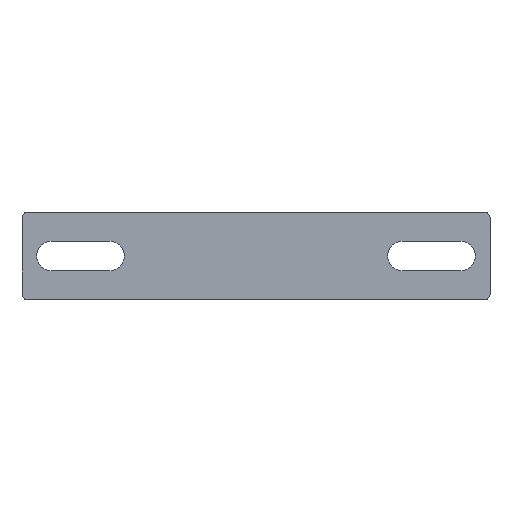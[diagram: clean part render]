
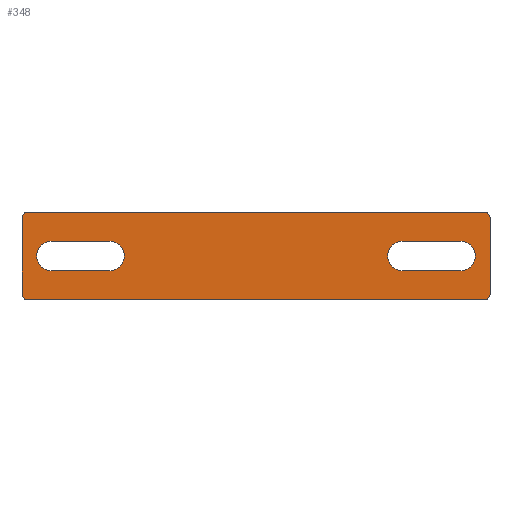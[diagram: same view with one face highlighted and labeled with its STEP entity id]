
A CAD part, top view. The second image highlights one B-rep face of the part: STEP entity #348.
In plain terms, the highlighted planar face has unit normal (0, 0, 1).
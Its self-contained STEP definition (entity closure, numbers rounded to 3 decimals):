
#16=FACE_BOUND($,#65,.T.);
#17=FACE_BOUND($,#66,.T.);
#27=PLANE($,#385);
#44=FACE_OUTER_BOUND($,#64,.T.);
#64=EDGE_LOOP($,(#307,#308,#309,#310,#311,#312,#313,#314));
#65=EDGE_LOOP($,(#315,#316,#317,#318));
#66=EDGE_LOOP($,(#319,#320,#321,#322));
#71=LINE($,#503,#103);
#81=LINE($,#540,#113);
#86=LINE($,#554,#118);
#89=LINE($,#562,#121);
#92=LINE($,#570,#124);
#95=LINE($,#578,#127);
#97=LINE($,#583,#129);
#98=LINE($,#585,#130);
#103=VECTOR($,#400,78.);
#113=VECTOR($,#432,78.);
#118=VECTOR($,#447,10.);
#121=VECTOR($,#456,10.);
#124=VECTOR($,#465,10.);
#127=VECTOR($,#474,10.);
#129=VECTOR($,#482,13.);
#130=VECTOR($,#485,13.);
#131=CIRCLE($,#353,1.);
#140=CIRCLE($,#365,1.);
#141=CIRCLE($,#368,1.);
#142=CIRCLE($,#370,1.);
#143=CIRCLE($,#373,2.5);
#144=CIRCLE($,#376,2.5);
#145=CIRCLE($,#379,2.5);
#146=CIRCLE($,#382,2.5);
#147=VERTEX_POINT($,#490);
#148=VERTEX_POINT($,#491);
#152=VERTEX_POINT($,#501);
#166=VERTEX_POINT($,#533);
#167=VERTEX_POINT($,#534);
#168=VERTEX_POINT($,#539);
#169=VERTEX_POINT($,#543);
#170=VERTEX_POINT($,#547);
#171=VERTEX_POINT($,#551);
#172=VERTEX_POINT($,#553);
#173=VERTEX_POINT($,#557);
#174=VERTEX_POINT($,#561);
#175=VERTEX_POINT($,#567);
#176=VERTEX_POINT($,#569);
#177=VERTEX_POINT($,#573);
#178=VERTEX_POINT($,#577);
#179=EDGE_CURVE($,#147,#148,#131,.T.);
#185=EDGE_CURVE($,#152,#147,#71,.T.);
#200=EDGE_CURVE($,#166,#167,#140,.T.);
#203=EDGE_CURVE($,#167,#168,#81,.T.);
#205=EDGE_CURVE($,#168,#169,#141,.T.);
#207=EDGE_CURVE($,#170,#152,#142,.T.);
#210=EDGE_CURVE($,#172,#171,#86,.T.);
#212=EDGE_CURVE($,#173,#172,#143,.T.);
#214=EDGE_CURVE($,#174,#173,#89,.T.);
#216=EDGE_CURVE($,#171,#174,#144,.T.);
#218=EDGE_CURVE($,#176,#175,#92,.T.);
#220=EDGE_CURVE($,#177,#176,#145,.T.);
#222=EDGE_CURVE($,#178,#177,#95,.T.);
#224=EDGE_CURVE($,#175,#178,#146,.T.);
#225=EDGE_CURVE($,#148,#166,#97,.T.);
#226=EDGE_CURVE($,#169,#170,#98,.T.);
#307=ORIENTED_EDGE($,*,*,#179,.F.);
#308=ORIENTED_EDGE($,*,*,#185,.F.);
#309=ORIENTED_EDGE($,*,*,#207,.F.);
#310=ORIENTED_EDGE($,*,*,#226,.F.);
#311=ORIENTED_EDGE($,*,*,#205,.F.);
#312=ORIENTED_EDGE($,*,*,#203,.F.);
#313=ORIENTED_EDGE($,*,*,#200,.F.);
#314=ORIENTED_EDGE($,*,*,#225,.F.);
#315=ORIENTED_EDGE($,*,*,#214,.T.);
#316=ORIENTED_EDGE($,*,*,#212,.T.);
#317=ORIENTED_EDGE($,*,*,#210,.T.);
#318=ORIENTED_EDGE($,*,*,#216,.T.);
#319=ORIENTED_EDGE($,*,*,#222,.T.);
#320=ORIENTED_EDGE($,*,*,#220,.T.);
#321=ORIENTED_EDGE($,*,*,#218,.T.);
#322=ORIENTED_EDGE($,*,*,#224,.T.);
#348=ADVANCED_FACE($,(#44,#16,#17),#27,.T.);
#353=AXIS2_PLACEMENT_3D($,#492,#390,#391);
#365=AXIS2_PLACEMENT_3D($,#535,#426,#427);
#368=AXIS2_PLACEMENT_3D($,#544,#436,#437);
#370=AXIS2_PLACEMENT_3D($,#548,#441,#442);
#373=AXIS2_PLACEMENT_3D($,#558,#451,#452);
#376=AXIS2_PLACEMENT_3D($,#565,#460,#461);
#379=AXIS2_PLACEMENT_3D($,#574,#469,#470);
#382=AXIS2_PLACEMENT_3D($,#581,#478,#479);
#385=AXIS2_PLACEMENT_3D($,#586,#486,#487);
#390=DIRECTION('center_axis',(0.,0.,-1.));
#391=DIRECTION('ref_axis',(0.707,0.707,0.));
#400=DIRECTION($,(1.,0.,0.));
#426=DIRECTION('center_axis',(0.,0.,-1.));
#427=DIRECTION('ref_axis',(0.707,-0.707,0.));
#432=DIRECTION($,(-1.,0.,0.));
#436=DIRECTION('center_axis',(0.,0.,-1.));
#437=DIRECTION('ref_axis',(-0.707,-0.707,0.));
#441=DIRECTION('center_axis',(0.,0.,-1.));
#442=DIRECTION('ref_axis',(-0.707,0.707,0.));
#447=DIRECTION($,(1.,0.,0.));
#451=DIRECTION('center_axis',(0.,0.,-1.));
#452=DIRECTION('ref_axis',(0.,1.,0.));
#456=DIRECTION($,(-1.,0.,0.));
#460=DIRECTION('center_axis',(0.,0.,-1.));
#461=DIRECTION('ref_axis',(0.,-1.,0.));
#465=DIRECTION($,(1.,0.,0.));
#469=DIRECTION('center_axis',(0.,0.,-1.));
#470=DIRECTION('ref_axis',(0.,1.,0.));
#474=DIRECTION($,(-1.,0.,0.));
#478=DIRECTION('center_axis',(0.,0.,-1.));
#479=DIRECTION('ref_axis',(0.,-1.,0.));
#482=DIRECTION($,(0.,-1.,0.));
#485=DIRECTION($,(0.,1.,0.));
#486=DIRECTION('center_axis',(0.,0.,1.));
#487=DIRECTION('ref_axis',(1.,0.,0.));
#490=CARTESIAN_POINT('',(39.,7.5,2.));
#491=CARTESIAN_POINT('',(40.,6.5,2.));
#492=CARTESIAN_POINT('Origin',(39.,6.5,2.));
#501=CARTESIAN_POINT('',(-39.,7.5,2.));
#503=CARTESIAN_POINT($,(-40.,7.5,2.));
#533=CARTESIAN_POINT('',(40.,-6.5,2.));
#534=CARTESIAN_POINT('',(39.,-7.5,2.));
#535=CARTESIAN_POINT('Origin',(39.,-6.5,2.));
#539=CARTESIAN_POINT('',(-39.,-7.5,2.));
#540=CARTESIAN_POINT($,(40.,-7.5,2.));
#543=CARTESIAN_POINT('',(-40.,-6.5,2.));
#544=CARTESIAN_POINT('Origin',(-39.,-6.5,2.));
#547=CARTESIAN_POINT('',(-40.,6.5,2.));
#548=CARTESIAN_POINT('Origin',(-39.,6.5,2.));
#551=CARTESIAN_POINT('',(35.,2.5,2.));
#553=CARTESIAN_POINT('',(25.,2.5,2.));
#554=CARTESIAN_POINT($,(17.5,2.5,2.));
#557=CARTESIAN_POINT('',(25.,-2.5,2.));
#558=CARTESIAN_POINT('Origin',(25.,0.,2.));
#561=CARTESIAN_POINT('',(35.,-2.5,2.));
#562=CARTESIAN_POINT($,(12.5,-2.5,2.));
#565=CARTESIAN_POINT('Origin',(35.,0.,2.));
#567=CARTESIAN_POINT('',(-25.,2.5,2.));
#569=CARTESIAN_POINT('',(-35.,2.5,2.));
#570=CARTESIAN_POINT($,(-12.5,2.5,2.));
#573=CARTESIAN_POINT('',(-35.,-2.5,2.));
#574=CARTESIAN_POINT('Origin',(-35.,0.,2.));
#577=CARTESIAN_POINT('',(-25.,-2.5,2.));
#578=CARTESIAN_POINT($,(-17.5,-2.5,2.));
#581=CARTESIAN_POINT('Origin',(-25.,0.,2.));
#583=CARTESIAN_POINT($,(40.,7.5,2.));
#585=CARTESIAN_POINT($,(-40.,-7.5,2.));
#586=CARTESIAN_POINT('Origin',(0.,0.,
2.));
